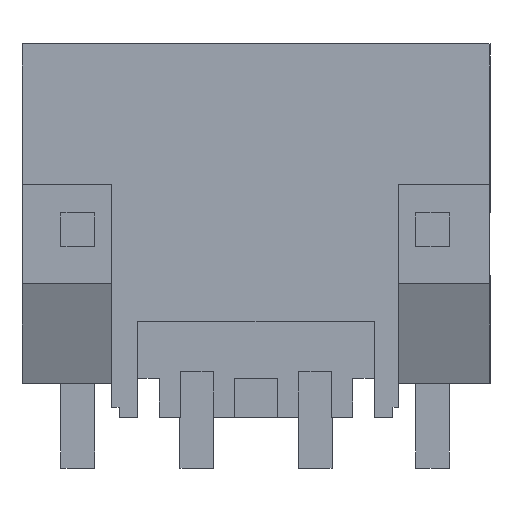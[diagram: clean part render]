
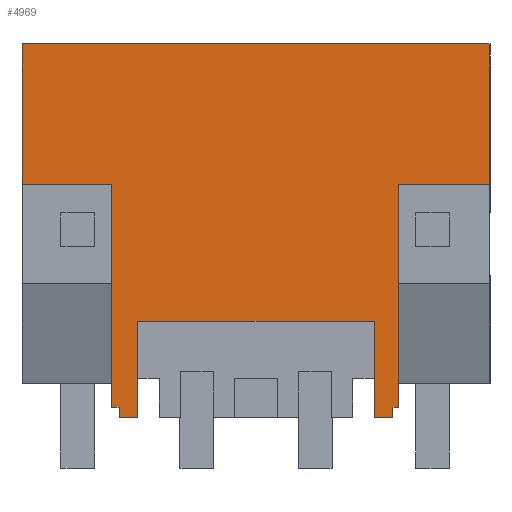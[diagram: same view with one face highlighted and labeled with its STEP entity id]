
A CAD part, front view. The second image highlights one B-rep face of the part: STEP entity #4969.
In plain terms, the highlighted planar face has unit normal (0, -1, 0).
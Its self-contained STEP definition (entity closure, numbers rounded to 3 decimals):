
#4888=AXIS2_PLACEMENT_3D('Plane Axis2P3D',#4885,#4886,#4887) ;
#971=CARTESIAN_POINT('Vertex',(13.85,0.,12.55)) ;
#974=CARTESIAN_POINT('Line Origine',(13.85,0.,10.475)) ;
#978=CARTESIAN_POINT('Vertex',(13.85,0.,8.4)) ;
#1336=CARTESIAN_POINT('Vertex',(11.15,0.,8.4)) ;
#1339=CARTESIAN_POINT('Line Origine',(11.15,0.,5.1)) ;
#1343=CARTESIAN_POINT('Vertex',(11.15,0.,1.8)) ;
#1367=CARTESIAN_POINT('Line Origine',(11.063,0.,1.8)) ;
#1371=CARTESIAN_POINT('Vertex',(10.975,0.,1.8)) ;
#1399=CARTESIAN_POINT('Line Origine',(10.975,0.,1.65)) ;
#1403=CARTESIAN_POINT('Vertex',(10.975,0.,1.5)) ;
#1431=CARTESIAN_POINT('Line Origine',(10.7,0.,1.5)) ;
#1435=CARTESIAN_POINT('Vertex',(10.425,0.,1.5)) ;
#1463=CARTESIAN_POINT('Line Origine',(10.425,0.,2.925)) ;
#1467=CARTESIAN_POINT('Vertex',(10.425,0.,4.35)) ;
#2998=CARTESIAN_POINT('Line Origine',(12.5,0.,8.4)) ;
#4885=CARTESIAN_POINT('Axis2P3D Location',(-7.075,0.,1.5)) ;
#4890=CARTESIAN_POINT('Line Origine',(6.925,0.,12.55)) ;
#4894=CARTESIAN_POINT('Vertex',(0.,0.,12.55)) ;
#4897=CARTESIAN_POINT('Line Origine',(0.,0.,10.475)) ;
#4901=CARTESIAN_POINT('Vertex',(0.,0.,8.4)) ;
#4904=CARTESIAN_POINT('Line Origine',(1.325,0.,8.4)) ;
#4908=CARTESIAN_POINT('Vertex',(2.65,0.,8.4)) ;
#4911=CARTESIAN_POINT('Line Origine',(2.65,0.,5.1)) ;
#4915=CARTESIAN_POINT('Vertex',(2.65,0.,1.8)) ;
#4918=CARTESIAN_POINT('Line Origine',(2.762,0.,1.8)) ;
#4922=CARTESIAN_POINT('Vertex',(2.875,0.,1.8)) ;
#4925=CARTESIAN_POINT('Line Origine',(2.875,0.,1.65)) ;
#4929=CARTESIAN_POINT('Vertex',(2.875,0.,1.5)) ;
#4932=CARTESIAN_POINT('Line Origine',(3.15,0.,1.5)) ;
#4936=CARTESIAN_POINT('Vertex',(3.425,0.,1.5)) ;
#4939=CARTESIAN_POINT('Line Origine',(3.425,0.,2.925)) ;
#4943=CARTESIAN_POINT('Vertex',(3.425,0.,4.35)) ;
#4946=CARTESIAN_POINT('Line Origine',(6.925,0.,4.35)) ;
#975=DIRECTION('Vector Direction',(0.,0.,1.)) ;
#1340=DIRECTION('Vector Direction',(0.,0.,-1.)) ;
#1368=DIRECTION('Vector Direction',(-1.,0.,0.)) ;
#1400=DIRECTION('Vector Direction',(0.,0.,1.)) ;
#1432=DIRECTION('Vector Direction',(1.,0.,0.)) ;
#1464=DIRECTION('Vector Direction',(0.,0.,1.)) ;
#2999=DIRECTION('Vector Direction',(1.,0.,0.)) ;
#4886=DIRECTION('Axis2P3D Direction',(0.,1.,0.)) ;
#4887=DIRECTION('Axis2P3D XDirection',(0.,0.,1.)) ;
#4891=DIRECTION('Vector Direction',(1.,0.,0.)) ;
#4898=DIRECTION('Vector Direction',(0.,0.,1.)) ;
#4905=DIRECTION('Vector Direction',(1.,0.,0.)) ;
#4912=DIRECTION('Vector Direction',(0.,0.,-1.)) ;
#4919=DIRECTION('Vector Direction',(-1.,0.,0.)) ;
#4926=DIRECTION('Vector Direction',(0.,0.,1.)) ;
#4933=DIRECTION('Vector Direction',(1.,0.,0.)) ;
#4940=DIRECTION('Vector Direction',(0.,0.,1.)) ;
#4947=DIRECTION('Vector Direction',(1.,0.,0.)) ;
#976=VECTOR('Line Direction',#975,1.) ;
#1341=VECTOR('Line Direction',#1340,1.) ;
#1369=VECTOR('Line Direction',#1368,1.) ;
#1401=VECTOR('Line Direction',#1400,1.) ;
#1433=VECTOR('Line Direction',#1432,1.) ;
#1465=VECTOR('Line Direction',#1464,1.) ;
#3000=VECTOR('Line Direction',#2999,1.) ;
#4892=VECTOR('Line Direction',#4891,1.) ;
#4899=VECTOR('Line Direction',#4898,1.) ;
#4906=VECTOR('Line Direction',#4905,1.) ;
#4913=VECTOR('Line Direction',#4912,1.) ;
#4920=VECTOR('Line Direction',#4919,1.) ;
#4927=VECTOR('Line Direction',#4926,1.) ;
#4934=VECTOR('Line Direction',#4933,1.) ;
#4941=VECTOR('Line Direction',#4940,1.) ;
#4948=VECTOR('Line Direction',#4947,1.) ;
#4952=ORIENTED_EDGE('',*,*,#4896,.F.) ;
#4953=ORIENTED_EDGE('',*,*,#4903,.F.) ;
#4954=ORIENTED_EDGE('',*,*,#4910,.T.) ;
#4955=ORIENTED_EDGE('',*,*,#4917,.T.) ;
#4956=ORIENTED_EDGE('',*,*,#4924,.F.) ;
#4957=ORIENTED_EDGE('',*,*,#4931,.F.) ;
#4958=ORIENTED_EDGE('',*,*,#4938,.T.) ;
#4959=ORIENTED_EDGE('',*,*,#4945,.T.) ;
#4960=ORIENTED_EDGE('',*,*,#4950,.F.) ;
#4961=ORIENTED_EDGE('',*,*,#1469,.F.) ;
#4962=ORIENTED_EDGE('',*,*,#1437,.T.) ;
#4963=ORIENTED_EDGE('',*,*,#1405,.T.) ;
#4964=ORIENTED_EDGE('',*,*,#1373,.F.) ;
#4965=ORIENTED_EDGE('',*,*,#1345,.F.) ;
#4966=ORIENTED_EDGE('',*,*,#3002,.F.) ;
#4967=ORIENTED_EDGE('',*,*,#980,.T.) ;
#4969=ADVANCED_FACE('HOUSING',(#4968),#4889,.F.) ;
#980=EDGE_CURVE('',#979,#972,#977,.T.) ;
#1345=EDGE_CURVE('',#1337,#1344,#1342,.T.) ;
#1373=EDGE_CURVE('',#1344,#1372,#1370,.T.) ;
#1405=EDGE_CURVE('',#1404,#1372,#1402,.T.) ;
#1437=EDGE_CURVE('',#1436,#1404,#1434,.T.) ;
#1469=EDGE_CURVE('',#1436,#1468,#1466,.T.) ;
#3002=EDGE_CURVE('',#979,#1337,#3001,.F.) ;
#4896=EDGE_CURVE('',#4895,#972,#4893,.T.) ;
#4903=EDGE_CURVE('',#4902,#4895,#4900,.T.) ;
#4910=EDGE_CURVE('',#4902,#4909,#4907,.T.) ;
#4917=EDGE_CURVE('',#4909,#4916,#4914,.T.) ;
#4924=EDGE_CURVE('',#4923,#4916,#4921,.T.) ;
#4931=EDGE_CURVE('',#4930,#4923,#4928,.T.) ;
#4938=EDGE_CURVE('',#4930,#4937,#4935,.T.) ;
#4945=EDGE_CURVE('',#4937,#4944,#4942,.T.) ;
#4950=EDGE_CURVE('',#1468,#4944,#4949,.F.) ;
#4951=EDGE_LOOP('',(#4952,#4953,#4954,#4955,#4956,#4957,#4958,#4959,#4960,#4961,#4962,#4963,#4964,#4965,#4966,#4967)) ;
#4968=FACE_OUTER_BOUND('',#4951,.T.) ;
#977=LINE('Line',#974,#976) ;
#1342=LINE('Line',#1339,#1341) ;
#1370=LINE('Line',#1367,#1369) ;
#1402=LINE('Line',#1399,#1401) ;
#1434=LINE('Line',#1431,#1433) ;
#1466=LINE('Line',#1463,#1465) ;
#3001=LINE('Line',#2998,#3000) ;
#4893=LINE('Line',#4890,#4892) ;
#4900=LINE('Line',#4897,#4899) ;
#4907=LINE('Line',#4904,#4906) ;
#4914=LINE('Line',#4911,#4913) ;
#4921=LINE('Line',#4918,#4920) ;
#4928=LINE('Line',#4925,#4927) ;
#4935=LINE('Line',#4932,#4934) ;
#4942=LINE('Line',#4939,#4941) ;
#4949=LINE('Line',#4946,#4948) ;
#4889=PLANE('',#4888) ;
#972=VERTEX_POINT('',#971) ;
#979=VERTEX_POINT('',#978) ;
#1337=VERTEX_POINT('',#1336) ;
#1344=VERTEX_POINT('',#1343) ;
#1372=VERTEX_POINT('',#1371) ;
#1404=VERTEX_POINT('',#1403) ;
#1436=VERTEX_POINT('',#1435) ;
#1468=VERTEX_POINT('',#1467) ;
#4895=VERTEX_POINT('',#4894) ;
#4902=VERTEX_POINT('',#4901) ;
#4909=VERTEX_POINT('',#4908) ;
#4916=VERTEX_POINT('',#4915) ;
#4923=VERTEX_POINT('',#4922) ;
#4930=VERTEX_POINT('',#4929) ;
#4937=VERTEX_POINT('',#4936) ;
#4944=VERTEX_POINT('',#4943) ;
